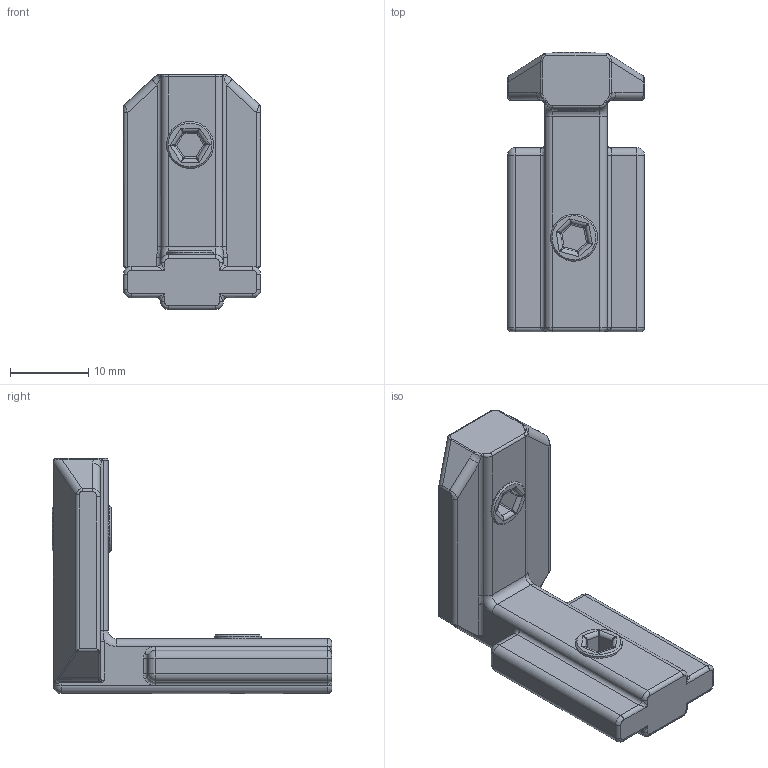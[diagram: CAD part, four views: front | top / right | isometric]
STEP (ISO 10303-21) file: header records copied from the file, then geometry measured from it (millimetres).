
FILE_DESCRIPTION((''),'2;1');
FILE_NAME('AR3302.stp','2020-12-11T15:20:10',('arma02'),(''),'Autodesk Inventor 2013','Autodesk Inventor 2013','');
FILE_SCHEMA(('AUTOMOTIVE_DESIGN { 1 0 10303 214 1 1 1 1 }'));
Length unit declared in the file: millimetre
Products named in the file (3): AR3302; AR3302-I; AR3302- II
Assembly tree (3 placements, depth 2):
  AR3302
    AR3302-I
    AR3302- II  x2
Bounding box: 17.5 x 35.64 x 30 mm (x, y, z)
Volume: 5277.3 mm3; surface area: 3171.6 mm2
Topology: 3 solids, 3 shells, 260 faces, 587 edges, 308 vertices
Faces by surface type: cylinder 110, bspline 63, plane 44, sphere 18, torus 17, cone 8
Full cylindrical faces by diameter (mm): 4.917 x2, 6 x2
Entity records: 7476 total; most frequent: CARTESIAN_POINT 2778, DIRECTION 999, ORIENTED_EDGE 940, EDGE_CURVE 470, AXIS2_PLACEMENT_3D 415, VERTEX_POINT 263, EDGE_LOOP 229, FACE_OUTER_BOUND 218
